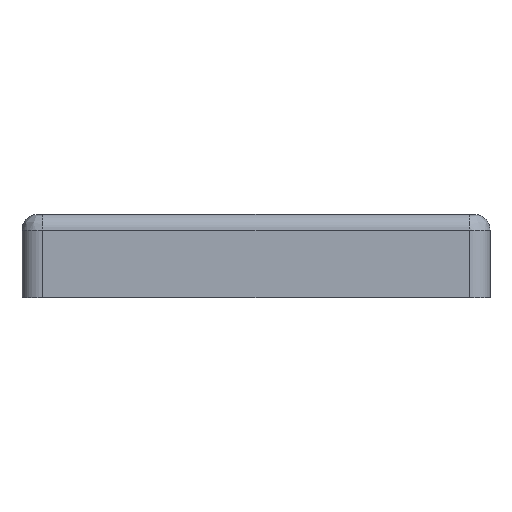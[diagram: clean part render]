
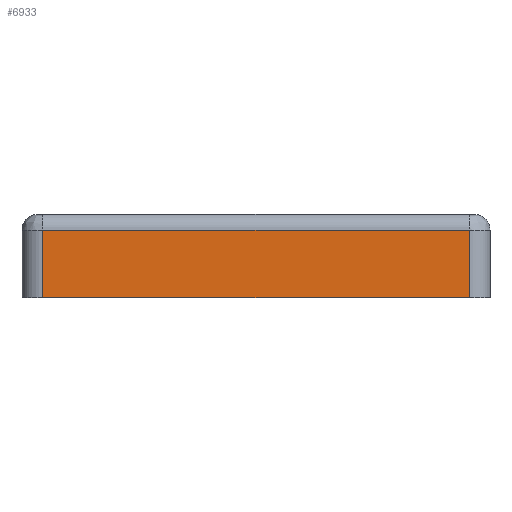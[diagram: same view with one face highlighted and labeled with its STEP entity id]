
A CAD part, front view. The second image highlights one B-rep face of the part: STEP entity #6933.
In plain terms, the highlighted planar face has unit normal (0, -1, 0).
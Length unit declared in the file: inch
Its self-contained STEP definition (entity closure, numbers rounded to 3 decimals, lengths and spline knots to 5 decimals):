
#160 = VECTOR ( 'NONE', #7265, 39.37008 ) ;
#192 = CARTESIAN_POINT ( 'NONE',  ( -1.61417, -1.77165, 0.51181 ) ) ;
#208 = EDGE_CURVE ( 'NONE', #892, #1945, #9522, .T. ) ;
#859 = DIRECTION ( 'NONE',  ( 0., 1., 0. ) ) ;
#892 = VERTEX_POINT ( 'NONE', #7158 ) ;
#1124 = CARTESIAN_POINT ( 'NONE',  ( -1.77165, -1.77165, 0.51181 ) ) ;
#1817 = EDGE_CURVE ( 'NONE', #1945, #8272, #4457, .T. ) ;
#1945 = VERTEX_POINT ( 'NONE', #5948 ) ;
#2566 = LINE ( 'NONE', #8820, #8307 ) ;
#2909 = ORIENTED_EDGE ( 'NONE', *, *, #9194, .F. ) ;
#3020 = VECTOR ( 'NONE', #7601, 39.37008 ) ;
#3300 = ORIENTED_EDGE ( 'NONE', *, *, #208, .F. ) ;
#3561 = ORIENTED_EDGE ( 'NONE', *, *, #1817, .F. ) ;
#4457 = LINE ( 'NONE', #7085, #160 ) ;
#4474 = VERTEX_POINT ( 'NONE', #8450 ) ;
#4478 = EDGE_LOOP ( 'NONE', ( #7363, #3561, #3300, #2909 ) ) ;
#5196 = AXIS2_PLACEMENT_3D ( 'NONE', #5700, #859, #6506 ) ;
#5448 = LINE ( 'NONE', #1124, #3020 ) ;
#5700 = CARTESIAN_POINT ( 'NONE',  ( -1.77165, -1.77165, 0.62992 ) ) ;
#5948 = CARTESIAN_POINT ( 'NONE',  ( -1.61417, -1.77165, 0. ) ) ;
#6506 = DIRECTION ( 'NONE',  ( 0., 0., 1. ) ) ;
#6933 = ADVANCED_FACE ( 'NONE', ( #10315 ), #7304, .F. ) ;
#7085 = CARTESIAN_POINT ( 'NONE',  ( -1.61417, -1.77165, 0.62992 ) ) ;
#7158 = CARTESIAN_POINT ( 'NONE',  ( 1.61417, -1.77165, 0. ) ) ;
#7265 = DIRECTION ( 'NONE',  ( 0., 0., 1. ) ) ;
#7304 = PLANE ( 'NONE',  #5196 ) ;
#7363 = ORIENTED_EDGE ( 'NONE', *, *, #9444, .F. ) ;
#7601 = DIRECTION ( 'NONE',  ( 1., 0., 0. ) ) ;
#8272 = VERTEX_POINT ( 'NONE', #192 ) ;
#8307 = VECTOR ( 'NONE', #9650, 39.37008 ) ;
#8450 = CARTESIAN_POINT ( 'NONE',  ( 1.61417, -1.77165, 0.51181 ) ) ;
#8804 = CARTESIAN_POINT ( 'NONE',  ( -1.77165, -1.77165, 0. ) ) ;
#8820 = CARTESIAN_POINT ( 'NONE',  ( 1.61417, -1.77165, 0.62992 ) ) ;
#8880 = DIRECTION ( 'NONE',  ( -1., 0., 0. ) ) ;
#9194 = EDGE_CURVE ( 'NONE', #4474, #892, #2566, .T. ) ;
#9397 = VECTOR ( 'NONE', #8880, 39.37008 ) ;
#9444 = EDGE_CURVE ( 'NONE', #8272, #4474, #5448, .T. ) ;
#9522 = LINE ( 'NONE', #8804, #9397 ) ;
#9650 = DIRECTION ( 'NONE',  ( 0., 0., -1. ) ) ;
#10315 = FACE_OUTER_BOUND ( 'NONE', #4478, .T. ) ;
